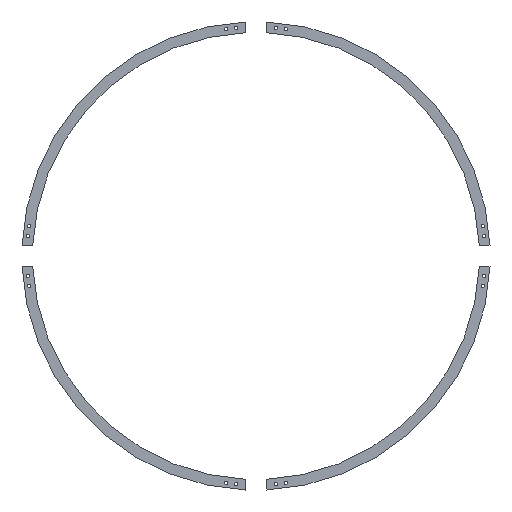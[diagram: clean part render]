
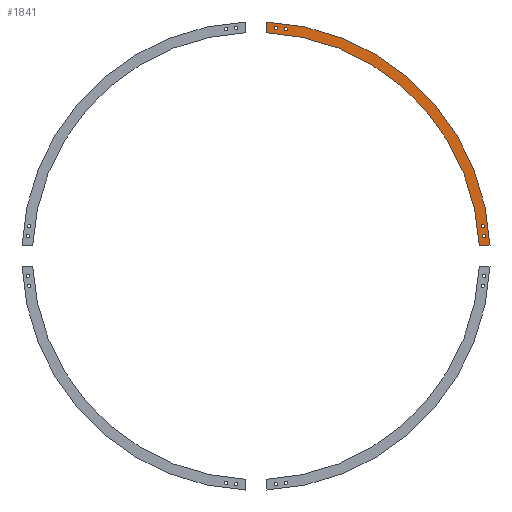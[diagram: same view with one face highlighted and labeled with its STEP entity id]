
A CAD part, front view. The second image highlights one B-rep face of the part: STEP entity #1841.
In plain terms, the highlighted planar face has unit normal (0, -1, 0).
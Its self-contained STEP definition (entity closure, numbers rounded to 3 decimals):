
#31 = EDGE_CURVE ( 'NONE', #1005, #1518, #992, .T. ) ;
#69 = CARTESIAN_POINT ( 'NONE',  ( 214.182, -1.5, 20.238 ) ) ;
#86 = EDGE_CURVE ( 'NONE', #1931, #1981, #511, .T. ) ;
#108 = VECTOR ( 'NONE', #1373, 1000. ) ;
#117 = CARTESIAN_POINT ( 'NONE',  ( 28.063, -1.5, 211.661 ) ) ;
#158 = EDGE_CURVE ( 'NONE', #1697, #1236, #2035, .T. ) ;
#161 = CIRCLE ( 'NONE', #472, 210. ) ;
#168 = DIRECTION ( 'NONE',  ( 0., 0., 1. ) ) ;
#198 = CARTESIAN_POINT ( 'NONE',  ( 0., -1.5, 0. ) ) ;
#199 = ORIENTED_EDGE ( 'NONE', *, *, #86, .T. ) ;
#249 = VECTOR ( 'NONE', #2190, 1000. ) ;
#260 = AXIS2_PLACEMENT_3D ( 'NONE', #1320, #406, #1857 ) ;
#268 = EDGE_CURVE ( 'NONE', #1928, #1424, #161, .T. ) ;
#274 = LINE ( 'NONE', #827, #108 ) ;
#279 = VERTEX_POINT ( 'NONE', #578 ) ;
#362 = DIRECTION ( 'NONE',  ( 0., 1., 0. ) ) ;
#390 = LINE ( 'NONE', #1464, #249 ) ;
#406 = DIRECTION ( 'NONE',  ( 0., 1., 0. ) ) ;
#472 = AXIS2_PLACEMENT_3D ( 'NONE', #198, #1476, #1656 ) ;
#511 = CIRCLE ( 'NONE', #1032, 1.5 ) ;
#530 = ORIENTED_EDGE ( 'NONE', *, *, #1848, .F. ) ;
#560 = EDGE_CURVE ( 'NONE', #1236, #1697, #1909, .T. ) ;
#573 = CARTESIAN_POINT ( 'NONE',  ( 18.738, -1.5, 215.682 ) ) ;
#578 = CARTESIAN_POINT ( 'NONE',  ( 28.063, -1.5, 214.661 ) ) ;
#585 = EDGE_CURVE ( 'NONE', #814, #679, #993, .T. ) ;
#589 = AXIS2_PLACEMENT_3D ( 'NONE', #2314, #878, #1809 ) ;
#631 = ORIENTED_EDGE ( 'NONE', *, *, #1963, .T. ) ;
#643 = ORIENTED_EDGE ( 'NONE', *, *, #1121, .T. ) ;
#678 = CARTESIAN_POINT ( 'NONE',  ( 18.738, -1.5, 214.182 ) ) ;
#679 = VERTEX_POINT ( 'NONE', #2091 ) ;
#707 = DIRECTION ( 'NONE',  ( 0., 0., 1. ) ) ;
#724 = AXIS2_PLACEMENT_3D ( 'NONE', #1662, #2361, #1095 ) ;
#728 = CARTESIAN_POINT ( 'NONE',  ( 18.738, -1.5, 212.682 ) ) ;
#729 = CARTESIAN_POINT ( 'NONE',  ( 214.182, -1.5, 18.738 ) ) ;
#764 = ORIENTED_EDGE ( 'NONE', *, *, #31, .T. ) ;
#798 = DIRECTION ( 'NONE',  ( 0., 0., 1. ) ) ;
#814 = VERTEX_POINT ( 'NONE', #1447 ) ;
#827 = CARTESIAN_POINT ( 'NONE',  ( 10., -1.5, -220. ) ) ;
#839 = ORIENTED_EDGE ( 'NONE', *, *, #1164, .F. ) ;
#878 = DIRECTION ( 'NONE',  ( 0., 1., 0. ) ) ;
#882 = DIRECTION ( 'NONE',  ( 0., 1., 0. ) ) ;
#888 = EDGE_LOOP ( 'NONE', ( #199, #643 ) ) ;
#896 = DIRECTION ( 'NONE',  ( 0., 0., 1. ) ) ;
#954 = ORIENTED_EDGE ( 'NONE', *, *, #1709, .T. ) ;
#975 = CARTESIAN_POINT ( 'NONE',  ( 10., -1.5, 209.762 ) ) ;
#992 = CIRCLE ( 'NONE', #1498, 1.5 ) ;
#993 = CIRCLE ( 'NONE', #589, 220. ) ;
#1005 = VERTEX_POINT ( 'NONE', #1833 ) ;
#1010 = FACE_BOUND ( 'NONE', #1415, .T. ) ;
#1030 = CARTESIAN_POINT ( 'NONE',  ( 214.182, -1.5, 17.238 ) ) ;
#1032 = AXIS2_PLACEMENT_3D ( 'NONE', #729, #1451, #2170 ) ;
#1044 = CARTESIAN_POINT ( 'NONE',  ( 209.762, -1.5, 10. ) ) ;
#1081 = CARTESIAN_POINT ( 'NONE',  ( 214.182, -1.5, 18.738 ) ) ;
#1095 = DIRECTION ( 'NONE',  ( 0., 0., 1. ) ) ;
#1121 = EDGE_CURVE ( 'NONE', #1981, #1931, #2306, .T. ) ;
#1139 = CARTESIAN_POINT ( 'NONE',  ( 18.738, -1.5, 214.182 ) ) ;
#1150 = DIRECTION ( 'NONE',  ( 0., 1., 0. ) ) ;
#1164 = EDGE_CURVE ( 'NONE', #679, #1424, #390, .T. ) ;
#1168 = AXIS2_PLACEMENT_3D ( 'NONE', #1906, #1150, #798 ) ;
#1174 = PLANE ( 'NONE',  #1168 ) ;
#1204 = FACE_BOUND ( 'NONE', #1552, .T. ) ;
#1228 = CARTESIAN_POINT ( 'NONE',  ( 213.161, -1.5, 29.563 ) ) ;
#1236 = VERTEX_POINT ( 'NONE', #728 ) ;
#1320 = CARTESIAN_POINT ( 'NONE',  ( 28.063, -1.5, 213.161 ) ) ;
#1342 = ORIENTED_EDGE ( 'NONE', *, *, #585, .F. ) ;
#1373 = DIRECTION ( 'NONE',  ( 0., 0., 1. ) ) ;
#1415 = EDGE_LOOP ( 'NONE', ( #954, #2338 ) ) ;
#1424 = VERTEX_POINT ( 'NONE', #1044 ) ;
#1447 = CARTESIAN_POINT ( 'NONE',  ( 10., -1.5, 219.773 ) ) ;
#1451 = DIRECTION ( 'NONE',  ( 0., 1., 0. ) ) ;
#1464 = CARTESIAN_POINT ( 'NONE',  ( 220., -1.5, 10. ) ) ;
#1476 = DIRECTION ( 'NONE',  ( 0., 1., 0. ) ) ;
#1498 = AXIS2_PLACEMENT_3D ( 'NONE', #1815, #882, #707 ) ;
#1518 = VERTEX_POINT ( 'NONE', #1228 ) ;
#1552 = EDGE_LOOP ( 'NONE', ( #1894, #2134 ) ) ;
#1605 = DIRECTION ( 'NONE',  ( 0., 1., 0. ) ) ;
#1608 = AXIS2_PLACEMENT_3D ( 'NONE', #1139, #1879, #1688 ) ;
#1656 = DIRECTION ( 'NONE',  ( 0., 0., 1. ) ) ;
#1662 = CARTESIAN_POINT ( 'NONE',  ( 28.063, -1.5, 213.161 ) ) ;
#1688 = DIRECTION ( 'NONE',  ( 0., 0., 1. ) ) ;
#1697 = VERTEX_POINT ( 'NONE', #573 ) ;
#1704 = FACE_BOUND ( 'NONE', #888, .T. ) ;
#1709 = EDGE_CURVE ( 'NONE', #279, #2099, #1898, .T. ) ;
#1719 = AXIS2_PLACEMENT_3D ( 'NONE', #678, #1782, #2341 ) ;
#1742 = FACE_OUTER_BOUND ( 'NONE', #2305, .T. ) ;
#1745 = AXIS2_PLACEMENT_3D ( 'NONE', #1762, #1605, #896 ) ;
#1762 = CARTESIAN_POINT ( 'NONE',  ( 213.161, -1.5, 28.063 ) ) ;
#1782 = DIRECTION ( 'NONE',  ( 0., 1., 0. ) ) ;
#1809 = DIRECTION ( 'NONE',  ( 0., 0., 1. ) ) ;
#1815 = CARTESIAN_POINT ( 'NONE',  ( 213.161, -1.5, 28.063 ) ) ;
#1829 = CIRCLE ( 'NONE', #1745, 1.5 ) ;
#1833 = CARTESIAN_POINT ( 'NONE',  ( 213.161, -1.5, 26.563 ) ) ;
#1841 = ADVANCED_FACE ( 'NONE', ( #1704, #1932, #1204, #1010, #1742 ), #1174, .F. ) ;
#1848 = EDGE_CURVE ( 'NONE', #1928, #814, #274, .T. ) ;
#1857 = DIRECTION ( 'NONE',  ( 0., 0., 1. ) ) ;
#1879 = DIRECTION ( 'NONE',  ( 0., 1., 0. ) ) ;
#1890 = AXIS2_PLACEMENT_3D ( 'NONE', #1081, #362, #168 ) ;
#1894 = ORIENTED_EDGE ( 'NONE', *, *, #158, .T. ) ;
#1898 = CIRCLE ( 'NONE', #260, 1.5 ) ;
#1906 = CARTESIAN_POINT ( 'NONE',  ( 0., -1.5, 0. ) ) ;
#1909 = CIRCLE ( 'NONE', #1719, 1.5 ) ;
#1923 = EDGE_LOOP ( 'NONE', ( #631, #764 ) ) ;
#1928 = VERTEX_POINT ( 'NONE', #975 ) ;
#1931 = VERTEX_POINT ( 'NONE', #69 ) ;
#1932 = FACE_BOUND ( 'NONE', #1923, .T. ) ;
#1963 = EDGE_CURVE ( 'NONE', #1518, #1005, #1829, .T. ) ;
#1981 = VERTEX_POINT ( 'NONE', #1030 ) ;
#2035 = CIRCLE ( 'NONE', #1608, 1.5 ) ;
#2091 = CARTESIAN_POINT ( 'NONE',  ( 219.773, -1.5, 10. ) ) ;
#2099 = VERTEX_POINT ( 'NONE', #117 ) ;
#2134 = ORIENTED_EDGE ( 'NONE', *, *, #560, .T. ) ;
#2170 = DIRECTION ( 'NONE',  ( 0., 0., 1. ) ) ;
#2178 = EDGE_CURVE ( 'NONE', #2099, #279, #2203, .T. ) ;
#2190 = DIRECTION ( 'NONE',  ( -1., 0., 0. ) ) ;
#2203 = CIRCLE ( 'NONE', #724, 1.5 ) ;
#2305 = EDGE_LOOP ( 'NONE', ( #839, #1342, #530, #2322 ) ) ;
#2306 = CIRCLE ( 'NONE', #1890, 1.5 ) ;
#2314 = CARTESIAN_POINT ( 'NONE',  ( 0., -1.5, 0. ) ) ;
#2322 = ORIENTED_EDGE ( 'NONE', *, *, #268, .T. ) ;
#2338 = ORIENTED_EDGE ( 'NONE', *, *, #2178, .T. ) ;
#2341 = DIRECTION ( 'NONE',  ( 0., 0., 1. ) ) ;
#2361 = DIRECTION ( 'NONE',  ( 0., 1., 0. ) ) ;
